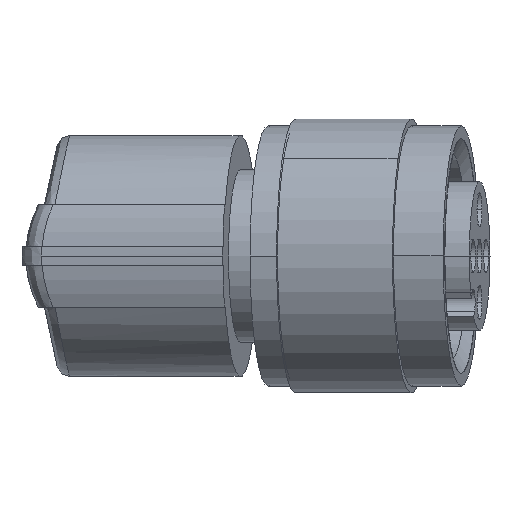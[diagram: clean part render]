
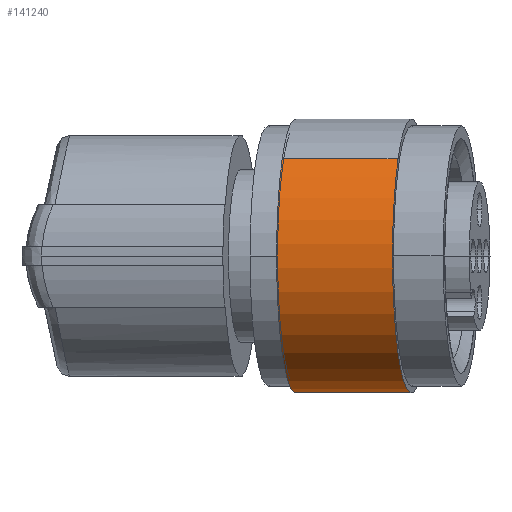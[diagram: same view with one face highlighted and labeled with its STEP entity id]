
A CAD part, left-side view. The second image highlights one B-rep face of the part: STEP entity #141240.
In plain terms, the highlighted cylindrical face has radius 7.4 mm (diameter 14.8 mm), a partial arc.
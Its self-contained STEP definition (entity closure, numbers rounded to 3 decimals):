
#69640=CARTESIAN_POINT('',(20.483,-174.847,
16.098));
#69650=DIRECTION('',(0.,-0.139,
-0.99));
#69660=DIRECTION('',(-0.707,0.7,
-0.098));
#69670=AXIS2_PLACEMENT_3D('',#69640,#69650,#69660);
#69680=CIRCLE('',#69670,7.4);
#69690=CARTESIAN_POINT('',(15.25,-169.665,
15.37));
#69700=VERTEX_POINT('',#69690);
#69710=CARTESIAN_POINT('',(25.715,-180.028,
16.827));
#69720=VERTEX_POINT('',#69710);
#69750=EDGE_CURVE('',#69720,#69700,#69680,.T.);
#101660=CARTESIAN_POINT('',(20.483,-175.724,
9.86));
#101670=DIRECTION('',(0.,-0.139,
-0.99));
#101680=DIRECTION('',(-0.707,0.7,
-0.098));
#101690=AXIS2_PLACEMENT_3D('',#101660,#101670,#101680);
#101700=CIRCLE('',#101690,7.4);
#101710=CARTESIAN_POINT('',(15.25,-170.542,
9.131));
#101720=VERTEX_POINT('',#101710);
#101730=CARTESIAN_POINT('',(25.715,-180.905,
10.588));
#101740=VERTEX_POINT('',#101730);
#101770=EDGE_CURVE('',#101740,#101720,#101700,.T.);
#141030=CARTESIAN_POINT('',(20.483,-175.334,
12.632));
#141040=DIRECTION('',(0.,-0.139,
-0.99));
#141050=DIRECTION('',(-0.707,0.7,
-0.098));
#141060=AXIS2_PLACEMENT_3D('',#141030,#141040,#141050);
#141070=CYLINDRICAL_SURFACE('',#141060,7.4);
#141080=CARTESIAN_POINT('',(25.715,-180.516,
13.361));
#141090=DIRECTION('',(0.,-0.139,
-0.99));
#141100=VECTOR('',#141090,1.);
#141110=LINE('',#141080,#141100);
#141120=EDGE_CURVE('',#69720,#101740,#141110,.T.);
#141130=ORIENTED_EDGE('',*,*,#141120,.F.);
#141140=ORIENTED_EDGE('',*,*,#101770,.F.);
#141150=CARTESIAN_POINT('',(15.25,-170.152,
11.904));
#141160=DIRECTION('',(0.,-0.139,
-0.99));
#141170=VECTOR('',#141160,1.);
#141180=LINE('',#141150,#141170);
#141190=EDGE_CURVE('',#69700,#101720,#141180,.T.);
#141200=ORIENTED_EDGE('',*,*,#141190,.T.);
#141210=ORIENTED_EDGE('',*,*,#69750,.T.);
#141220=EDGE_LOOP('',(#141210,#141200,#141140,#141130));
#141230=FACE_OUTER_BOUND('',#141220,.T.);
#141240=ADVANCED_FACE('',(#141230),#141070,.T.);
